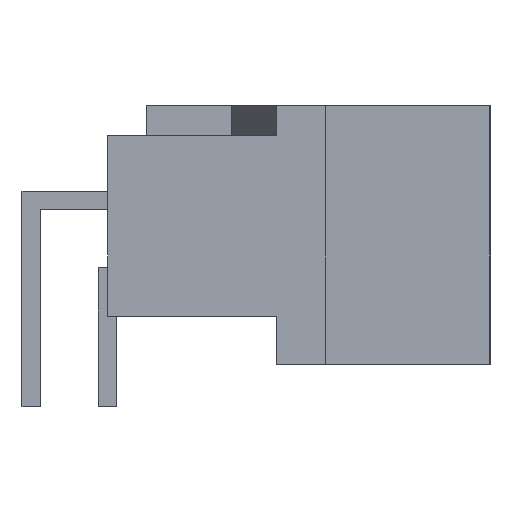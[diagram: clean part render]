
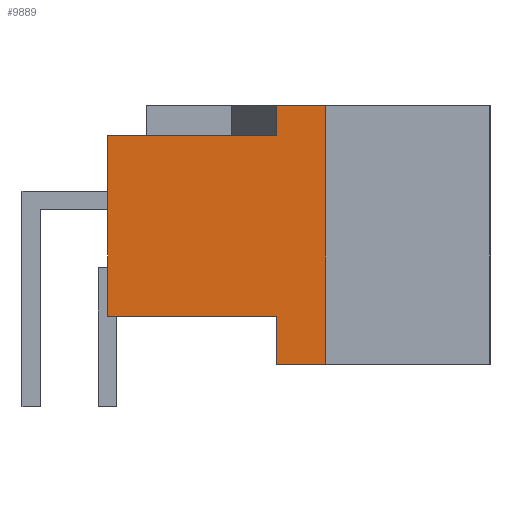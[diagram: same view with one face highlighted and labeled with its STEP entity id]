
A CAD part, left-side view. The second image highlights one B-rep face of the part: STEP entity #9889.
In plain terms, the highlighted planar face has unit normal (-1, 0, 0).
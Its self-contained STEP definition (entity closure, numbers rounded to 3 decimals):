
#5=DIRECTION('',(0.,-1.,0.));
#6=VECTOR('',#5,1.65);
#7=CARTESIAN_POINT('',(-26.68,0.75,-4.3));
#8=LINE('',#7,#6);
#81=DIRECTION('',(0.,-1.,0.));
#82=VECTOR('',#81,5.6);
#83=CARTESIAN_POINT('',(-26.68,6.35,3.3));
#84=LINE('',#83,#82);
#85=DIRECTION('',(0.,0.,-1.));
#86=VECTOR('',#85,1.);
#87=CARTESIAN_POINT('',(-26.68,0.75,4.3));
#88=LINE('',#87,#86);
#89=DIRECTION('',(0.,0.,1.));
#90=VECTOR('',#89,8.6);
#91=CARTESIAN_POINT('',(-26.68,-0.9,-4.3));
#92=LINE('',#91,#90);
#93=DIRECTION('',(0.,0.,1.));
#94=VECTOR('',#93,1.6);
#95=CARTESIAN_POINT('',(-26.68,0.75,-4.3));
#96=LINE('',#95,#94);
#97=DIRECTION('',(0.,-1.,0.));
#98=VECTOR('',#97,5.6);
#99=CARTESIAN_POINT('',(-26.68,6.35,-2.7));
#100=LINE('',#99,#98);
#101=DIRECTION('',(0.,0.,1.));
#102=VECTOR('',#101,6.);
#103=CARTESIAN_POINT('',(-26.68,6.35,-2.7));
#104=LINE('',#103,#102);
#141=DIRECTION('',(0.,-1.,0.));
#142=VECTOR('',#141,1.65);
#143=CARTESIAN_POINT('',(-26.68,0.75,4.3));
#144=LINE('',#143,#142);
#7309=CARTESIAN_POINT('',(-26.68,-0.9,-4.3));
#7310=VERTEX_POINT('',#7309);
#7321=CARTESIAN_POINT('',(-26.68,-0.9,4.3));
#7322=VERTEX_POINT('',#7321);
#7361=CARTESIAN_POINT('',(-26.68,0.75,-4.3));
#7363=VERTEX_POINT('',#7361);
#7365=CARTESIAN_POINT('',(-26.68,6.35,-2.7));
#7366=CARTESIAN_POINT('',(-26.68,0.75,-2.7));
#7367=VERTEX_POINT('',#7365);
#7368=VERTEX_POINT('',#7366);
#8459=CARTESIAN_POINT('',(-26.68,0.75,4.3));
#8461=VERTEX_POINT('',#8459);
#8467=CARTESIAN_POINT('',(-26.68,6.35,3.3));
#8468=CARTESIAN_POINT('',(-26.68,0.75,3.3));
#8469=VERTEX_POINT('',#8467);
#8470=VERTEX_POINT('',#8468);
#9869=CARTESIAN_POINT('',(-26.68,6.35,-4.3));
#9870=DIRECTION('',(-1.,0.,0.));
#9871=DIRECTION('',(0.,-1.,0.));
#9872=AXIS2_PLACEMENT_3D('',#9869,#9870,#9871);
#9873=PLANE('',#9872);
#9874=ORIENTED_EDGE('',*,*,#9783,.T.);
#9876=ORIENTED_EDGE('',*,*,#9875,.F.);
#9878=ORIENTED_EDGE('',*,*,#9877,.T.);
#9880=ORIENTED_EDGE('',*,*,#9879,.F.);
#9881=ORIENTED_EDGE('',*,*,#9724,.F.);
#9882=ORIENTED_EDGE('',*,*,#9751,.T.);
#9884=ORIENTED_EDGE('',*,*,#9883,.F.);
#9886=ORIENTED_EDGE('',*,*,#9885,.T.);
#9887=EDGE_LOOP('',(#9874,#9876,#9878,#9880,#9881,#9882,#9884,#9886));
#9888=FACE_OUTER_BOUND('',#9887,.F.);
#9889=ADVANCED_FACE('',(#9888),#9873,.T.);
#9724=EDGE_CURVE('',#7363,#7310,#8,.T.);
#9751=EDGE_CURVE('',#7363,#7368,#96,.T.);
#9783=EDGE_CURVE('',#8469,#8470,#84,.T.);
#9875=EDGE_CURVE('',#8461,#8470,#88,.T.);
#9877=EDGE_CURVE('',#8461,#7322,#144,.T.);
#9879=EDGE_CURVE('',#7310,#7322,#92,.T.);
#9883=EDGE_CURVE('',#7367,#7368,#100,.T.);
#9885=EDGE_CURVE('',#7367,#8469,#104,.T.);
